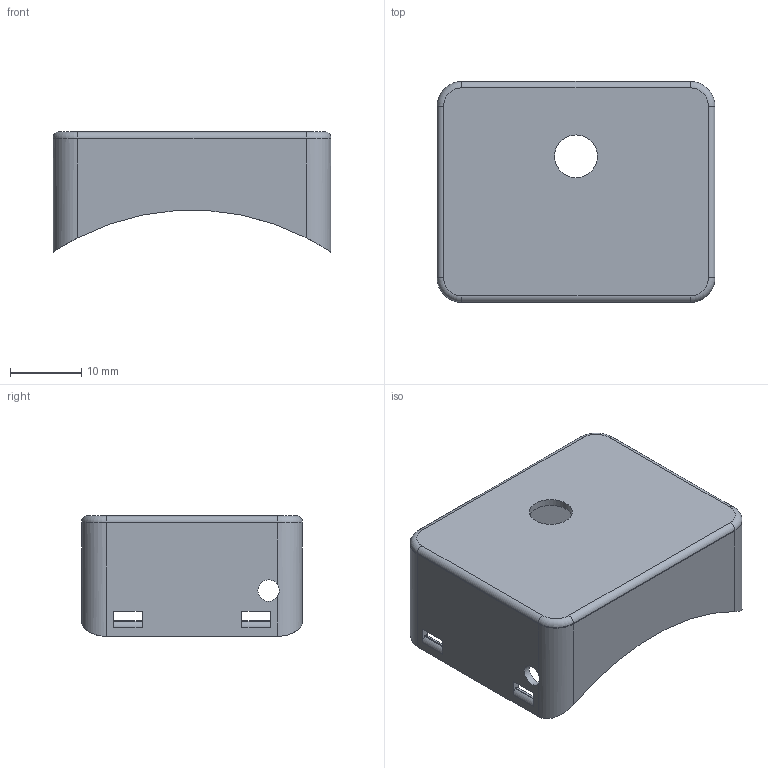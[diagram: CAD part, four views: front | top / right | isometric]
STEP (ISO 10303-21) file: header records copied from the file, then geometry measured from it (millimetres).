
FILE_DESCRIPTION(('FreeCAD Model'),'2;1');
FILE_NAME('heng-dimmer-housing.step', '2020-01-30T23:54:19',('Author'),(''), 'Open CASCADE STEP processor 7.4','FreeCAD','Unknown');
FILE_SCHEMA(('AUTOMOTIVE_DESIGN { 1 0 10303 214 1 1 1 1 }'));
Length unit declared in the file: millimetre
Products named in the file (1): Fillet002
Bounding box: 39 x 31 x 16.94 mm (x, y, z)
Volume: 2882.2 mm3; surface area: 5884.1 mm2
Topology: 1 solids, 1 shells, 70 faces, 205 edges, 134 vertices
Faces by surface type: cylinder 40, plane 22, torus 8
Full cylindrical faces by diameter (mm): 3 x2, 6 x1
Entity records: 6444 total; most frequent: CARTESIAN_POINT 2021, DIRECTION 698, ORIENTED_EDGE 410, PCURVE 410, DEFINITIONAL_REPRESENTATION 410, LINE 355, VECTOR 355, EDGE_CURVE 205
